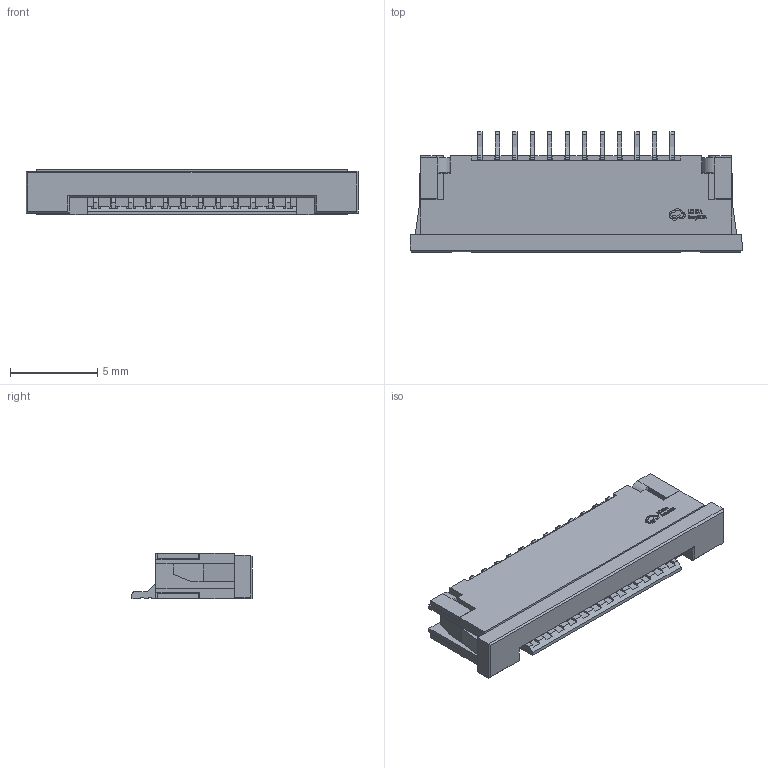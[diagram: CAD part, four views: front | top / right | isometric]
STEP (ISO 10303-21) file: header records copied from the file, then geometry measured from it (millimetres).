
FILE_DESCRIPTION (( 'STEP AP214' ), '1' );
FILE_NAME ('FPC-SMD_12P-P1.00_L5.5-W19.0.step', '2022-07-06T08:10:48', ( '' ), ( '' ), 'SwSTEP 2.0', 'SolidWorks 2020', '' );
FILE_SCHEMA (( 'AUTOMOTIVE_DESIGN' ));
Length unit declared in the file: millimetre
Products named in the file (1): FPC-SMD_12P-P1.00_L5.5-W19.0
Bounding box: 19 x 6.87 x 2.61 mm (x, y, z)
Volume: 231.9 mm3; surface area: 898.8 mm2
Topology: 15 solids, 15 shells, 1020 faces, 2947 edges, 1958 vertices
Faces by surface type: plane 814, bspline 146, cylinder 60
Entity records: 45583 total; most frequent: CARTESIAN_POINT 9536, ORIENTED_EDGE 5894, DIRECTION 4521, EDGE_CURVE 2947, VECTOR 2531, LINE 2531, VERTEX_POINT 1958, EDGE_LOOP 1047
